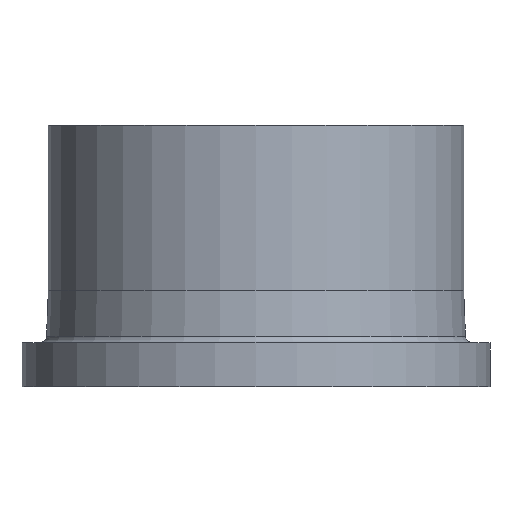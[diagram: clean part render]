
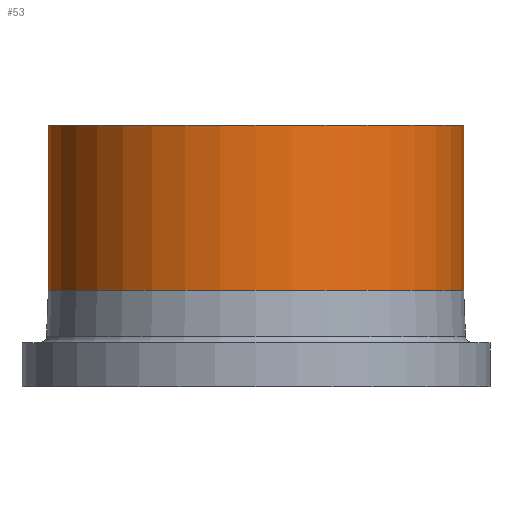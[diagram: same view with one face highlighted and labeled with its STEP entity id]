
A CAD part, front view. The second image highlights one B-rep face of the part: STEP entity #53.
In plain terms, the highlighted cylindrical face has radius 355 mm (diameter 710 mm), a partial arc.
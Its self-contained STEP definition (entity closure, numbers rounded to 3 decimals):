
#8 = ORIENTED_EDGE ( 'NONE', *, *, #254, .T. ) ;
#11 = VECTOR ( 'NONE', #153, 1000. ) ;
#14 = ORIENTED_EDGE ( 'NONE', *, *, #276, .F. ) ;
#24 = VERTEX_POINT ( 'NONE', #471 ) ;
#38 = DIRECTION ( 'NONE',  ( 0., 0., -1. ) ) ;
#44 = ORIENTED_EDGE ( 'NONE', *, *, #261, .F. ) ;
#53 = ADVANCED_FACE ( 'NONE', ( #401 ), #405, .T. ) ;
#63 = CARTESIAN_POINT ( 'NONE',  ( 0., 0., 0. ) ) ;
#90 = VECTOR ( 'NONE', #38, 1000. ) ;
#110 = CARTESIAN_POINT ( 'NONE',  ( 0., 0., 447. ) ) ;
#112 = DIRECTION ( 'NONE',  ( 0., 0., -1. ) ) ;
#113 = VERTEX_POINT ( 'NONE', #366 ) ;
#121 = CARTESIAN_POINT ( 'NONE',  ( 355., 0., 0. ) ) ;
#128 = VERTEX_POINT ( 'NONE', #481 ) ;
#153 = DIRECTION ( 'NONE',  ( 0., 0., -1. ) ) ;
#155 = CARTESIAN_POINT ( 'NONE',  ( -355., 0., 0. ) ) ;
#158 = AXIS2_PLACEMENT_3D ( 'NONE', #110, #112, #347 ) ;
#188 = VERTEX_POINT ( 'NONE', #406 ) ;
#189 = AXIS2_PLACEMENT_3D ( 'NONE', #382, #345, #421 ) ;
#197 = AXIS2_PLACEMENT_3D ( 'NONE', #63, #463, #251 ) ;
#225 = CIRCLE ( 'NONE', #189, 355. ) ;
#251 = DIRECTION ( 'NONE',  ( -1., 0., 0. ) ) ;
#254 = EDGE_CURVE ( 'NONE', #24, #188, #334, .T. ) ;
#261 = EDGE_CURVE ( 'NONE', #128, #113, #225, .T. ) ;
#276 = EDGE_CURVE ( 'NONE', #24, #128, #379, .T. ) ;
#290 = EDGE_CURVE ( 'NONE', #188, #113, #344, .T. ) ;
#334 = CIRCLE ( 'NONE', #158, 355. ) ;
#344 = LINE ( 'NONE', #155, #11 ) ;
#345 = DIRECTION ( 'NONE',  ( 0., 0., -1. ) ) ;
#347 = DIRECTION ( 'NONE',  ( -1., 0., 0. ) ) ;
#366 = CARTESIAN_POINT ( 'NONE',  ( -355., 0., 165. ) ) ;
#379 = LINE ( 'NONE', #121, #90 ) ;
#382 = CARTESIAN_POINT ( 'NONE',  ( 0., 0., 165. ) ) ;
#389 = EDGE_LOOP ( 'NONE', ( #14, #8, #456, #44 ) ) ;
#401 = FACE_OUTER_BOUND ( 'NONE', #389, .T. ) ;
#405 = CYLINDRICAL_SURFACE ( 'NONE', #197, 355. ) ;
#406 = CARTESIAN_POINT ( 'NONE',  ( -355., 0., 447. ) ) ;
#421 = DIRECTION ( 'NONE',  ( -1., 0., 0. ) ) ;
#456 = ORIENTED_EDGE ( 'NONE', *, *, #290, .T. ) ;
#463 = DIRECTION ( 'NONE',  ( 0., 0., -1. ) ) ;
#471 = CARTESIAN_POINT ( 'NONE',  ( 355., 0., 447. ) ) ;
#481 = CARTESIAN_POINT ( 'NONE',  ( 355., 0., 165. ) ) ;
